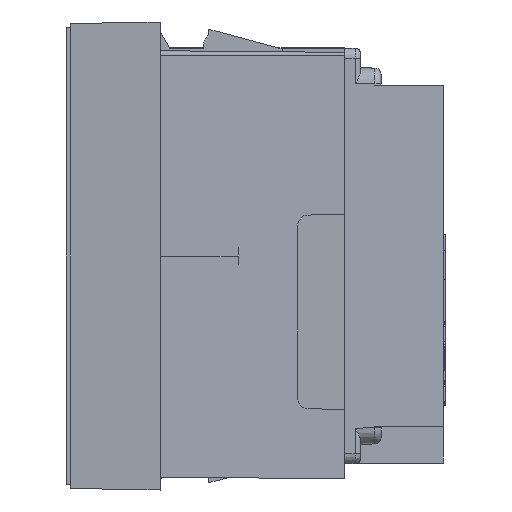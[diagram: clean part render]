
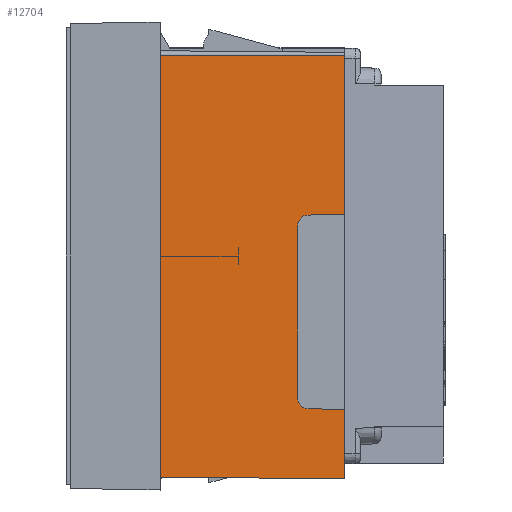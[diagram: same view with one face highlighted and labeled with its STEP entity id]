
A CAD part, left-side view. The second image highlights one B-rep face of the part: STEP entity #12704.
In plain terms, the highlighted face is planar.
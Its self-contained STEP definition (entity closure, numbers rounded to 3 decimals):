
#730=DIRECTION('',(0.,-1.,0.));
#731=VECTOR('',#730,40.718);
#732=CARTESIAN_POINT('',(42.082,21.418,26.75));
#733=LINE('',#732,#731);
#4230=DIRECTION('',(0.,1.,0.));
#4231=VECTOR('',#4230,40.563);
#4232=CARTESIAN_POINT('',(42.237,-19.3,9.));
#4233=LINE('',#4232,#4231);
#4251=DIRECTION('',(-0.009,0.009,1.));
#4252=VECTOR('',#4251,17.751);
#4253=CARTESIAN_POINT('',(42.237,21.263,9.));
#4254=LINE('',#4253,#4252);
#5821=DIRECTION('',(-0.009,0.,1.));
#5822=VECTOR('',#5821,17.751);
#5823=CARTESIAN_POINT('',(42.237,-19.3,9.));
#5824=LINE('',#5823,#5822);
#8002=CARTESIAN_POINT('',(42.082,-19.3,26.75));
#8003=VERTEX_POINT('',#8002);
#8038=CARTESIAN_POINT('',(42.237,-19.3,9.));
#8039=VERTEX_POINT('',#8038);
#8041=CARTESIAN_POINT('',(42.082,21.418,26.75));
#8043=VERTEX_POINT('',#8041);
#8044=CARTESIAN_POINT('',(42.237,21.263,9.));
#8045=VERTEX_POINT('',#8044);
#12691=CARTESIAN_POINT('',(42.3,0.,1.75));
#12692=DIRECTION('',(1.,0.,0.009));
#12693=DIRECTION('',(0.009,0.,-1.));
#12694=AXIS2_PLACEMENT_3D('',#12691,#12692,#12693);
#12695=PLANE('',#12694);
#12696=ORIENTED_EDGE('',*,*,#8196,.F.);
#12698=ORIENTED_EDGE('',*,*,#12697,.F.);
#12699=ORIENTED_EDGE('',*,*,#12671,.F.);
#12701=ORIENTED_EDGE('',*,*,#12700,.T.);
#12702=EDGE_LOOP('',(#12696,#12698,#12699,#12701));
#12703=FACE_OUTER_BOUND('',#12702,.F.);
#12704=ADVANCED_FACE('',(#12703),#12695,.T.);
#8196=EDGE_CURVE('',#8043,#8003,#733,.T.);
#12671=EDGE_CURVE('',#8039,#8045,#4233,.T.);
#12697=EDGE_CURVE('',#8045,#8043,#4254,.T.);
#12700=EDGE_CURVE('',#8039,#8003,#5824,.T.);
